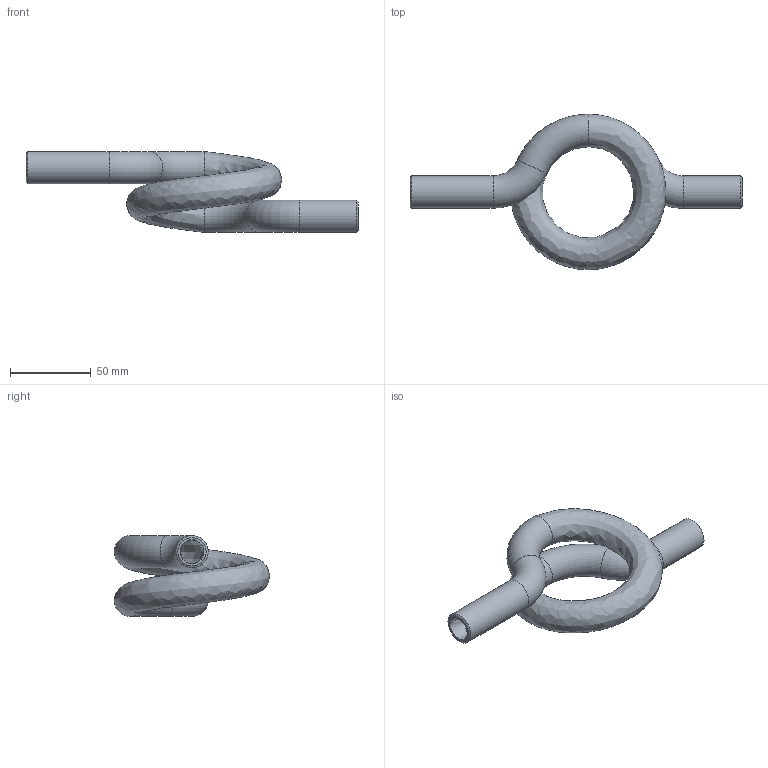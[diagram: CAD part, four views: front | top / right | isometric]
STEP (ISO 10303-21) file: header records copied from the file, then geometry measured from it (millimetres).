
FILE_DESCRIPTION( ( 'Unknown' ), '1' );
FILE_NAME( '1009804X.stp', 'Unknown', ( 'Peter Nanko' ), ( 'Armaturen Arndt' ), 'PSStep 14.0', 'Solid Edge ST4', ' ' );
FILE_SCHEMA( ( 'AUTOMOTIVE_DESIGN { 1 0 10303 214 1 1 1 1 }' ) );
Length unit declared in the file: millimetre
Products named in the file (1): 1
Bounding box: 205 x 96 x 50 mm (x, y, z)
Volume: 67687.8 mm3; surface area: 52168.3 mm2
Topology: 1 solids, 1 shells, 14 faces, 30 edges, 18 vertices
Faces by surface type: bspline 4, torus 4, plane 2, cylinder 2, cone 2
Full cylindrical faces by diameter (mm): 20 x2
Entity records: 1992 total; most frequent: CARTESIAN_POINT 1635, DIRECTION 50, EDGE_LOOP 28, ORIENTED_EDGE 28, AXIS2_PLACEMENT_3D 25, FACE_OUTER_BOUND 24, STYLED_ITEM 14, PRESENTATION_STYLE_ASSIGNMENT 14
